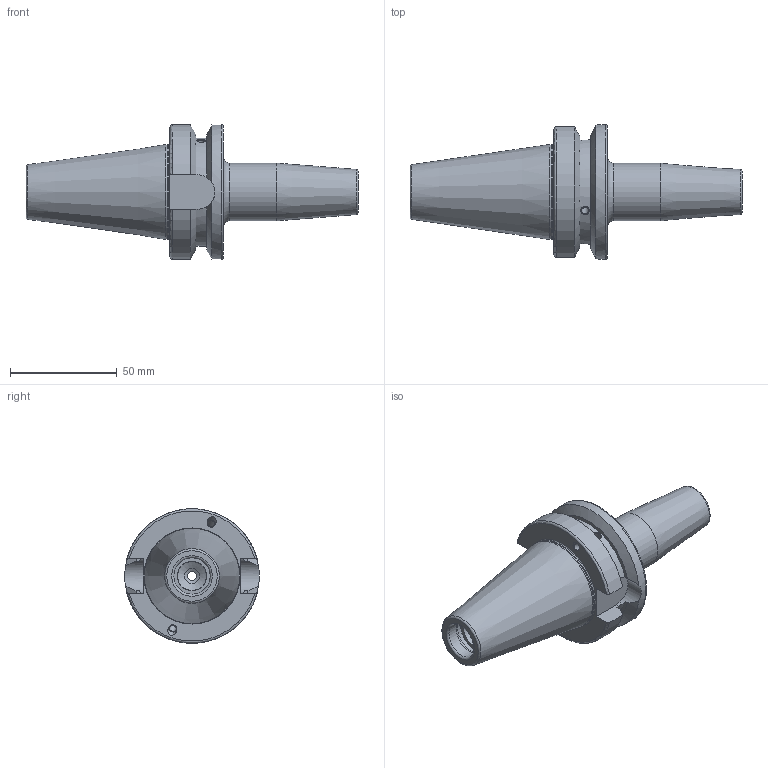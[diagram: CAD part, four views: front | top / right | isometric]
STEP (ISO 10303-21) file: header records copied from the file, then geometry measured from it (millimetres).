
FILE_DESCRIPTION(/* description */ (''),/* implementation_level */ '2;1');
FILE_NAME(/* name */ 'VH024J.stp',/* time_stamp */ '2023-06-27T13:37:13+09:00',/* author */ ('YSH'),/* organization */ (''),/* preprocessor_version */ 'ST-DEVELOPER v18.1',/* originating_system */ 'Autodesk Inventor 2022',/* authorisation */ '');
FILE_SCHEMA (('AUTOMOTIVE_DESIGN { 1 0 10303 214 3 1 1 }'));
Length unit declared in the file: millimetre
Products named in the file (1): LO-BT40ADB-SFH6.35C-90
Bounding box: 155.4 x 63 x 63 mm (x, y, z)
Volume: 148695.6 mm3; surface area: 29742.7 mm2
Topology: 1 solids, 1 shells, 78 faces, 196 edges, 126 vertices
Faces by surface type: cylinder 31, plane 23, cone 15, torus 9
Full cylindrical faces by diameter (mm): 2.5 x2, 3.242 x8, 4 x4, 4.3 x1, 6.35 x1, 7 x1, 7.55 x1, 13.5 x1, 13.835 x1, 17 x1, 17.6 x1, 27 x1, 44 x1, 63 x1
Entity records: 2596 total; most frequent: CARTESIAN_POINT 636, DIRECTION 420, ORIENTED_EDGE 384, EDGE_CURVE 192, AXIS2_PLACEMENT_3D 176, VERTEX_POINT 125, EDGE_LOOP 97, FACE_OUTER_BOUND 78
